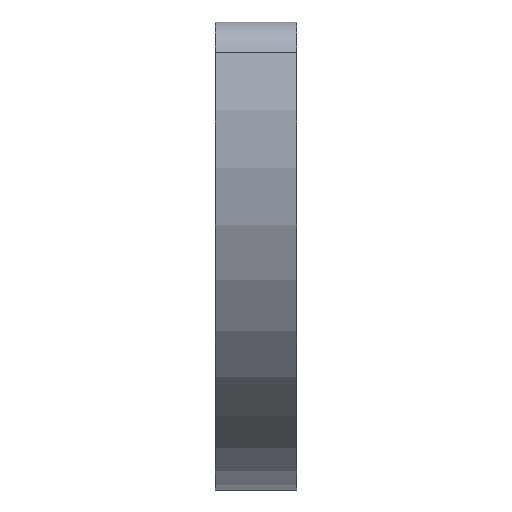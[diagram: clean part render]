
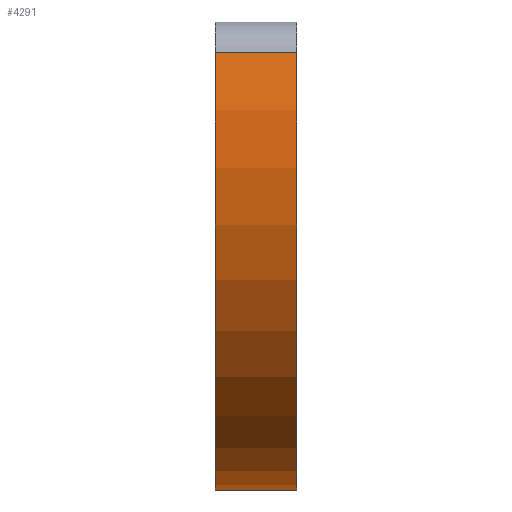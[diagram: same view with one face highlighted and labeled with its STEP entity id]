
A CAD part, left-side view. The second image highlights one B-rep face of the part: STEP entity #4291.
In plain terms, the highlighted cylindrical face has radius 43 mm (diameter 86 mm), a partial arc.
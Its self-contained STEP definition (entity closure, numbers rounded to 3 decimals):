
#351=CYLINDRICAL_SURFACE('',#4793,43.);
#557=FACE_OUTER_BOUND('',#777,.T.);
#777=EDGE_LOOP('',(#3972,#3973,#3974,#3975));
#1107=LINE('',#7480,#1437);
#1108=LINE('',#7482,#1438);
#1437=VECTOR('',#6142,10.);
#1438=VECTOR('',#6145,10.);
#1709=CIRCLE('',#4783,43.);
#1713=CIRCLE('',#4788,43.);
#2160=VERTEX_POINT('',#7462);
#2161=VERTEX_POINT('',#7464);
#2164=VERTEX_POINT('',#7471);
#2165=VERTEX_POINT('',#7473);
#2761=EDGE_CURVE('',#2160,#2161,#1709,.T.);
#2765=EDGE_CURVE('',#2164,#2165,#1713,.T.);
#2769=EDGE_CURVE('',#2165,#2160,#1107,.T.);
#2770=EDGE_CURVE('',#2164,#2161,#1108,.T.);
#3972=ORIENTED_EDGE('',*,*,#2769,.F.);
#3973=ORIENTED_EDGE('',*,*,#2765,.F.);
#3974=ORIENTED_EDGE('',*,*,#2770,.T.);
#3975=ORIENTED_EDGE('',*,*,#2761,.F.);
#4291=ADVANCED_FACE('',(#557),#351,.T.);
#4783=AXIS2_PLACEMENT_3D('',#7465,#6121,#6122);
#4788=AXIS2_PLACEMENT_3D('',#7474,#6131,#6132);
#4793=AXIS2_PLACEMENT_3D('',#7481,#6143,#6144);
#6121=DIRECTION('center_axis',(0.,-1.,0.));
#6122=DIRECTION('ref_axis',(0.,0.,1.));
#6131=DIRECTION('center_axis',(0.,1.,0.));
#6132=DIRECTION('ref_axis',(0.,0.,1.));
#6142=DIRECTION('',(0.,-1.,0.));
#6143=DIRECTION('center_axis',(0.,1.,0.));
#6144=DIRECTION('ref_axis',(0.,0.,1.));
#6145=DIRECTION('',(0.,-1.,0.));
#7462=CARTESIAN_POINT('',(-41.673,-5.,10.601));
#7464=CARTESIAN_POINT('',(0.,-5.,-43.));
#7465=CARTESIAN_POINT('Origin',(0.,-5.,0.));
#7471=CARTESIAN_POINT('',(0.,5.,-43.));
#7473=CARTESIAN_POINT('',(-41.673,5.,10.601));
#7474=CARTESIAN_POINT('Origin',(0.,5.,0.));
#7480=CARTESIAN_POINT('',(-41.673,0.,10.601));
#7481=CARTESIAN_POINT('Origin',(0.,0.,0.));
#7482=CARTESIAN_POINT('',(0.,0.,-43.));
